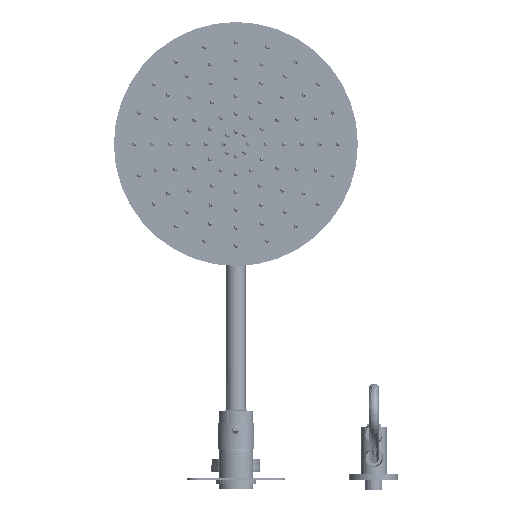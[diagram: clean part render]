
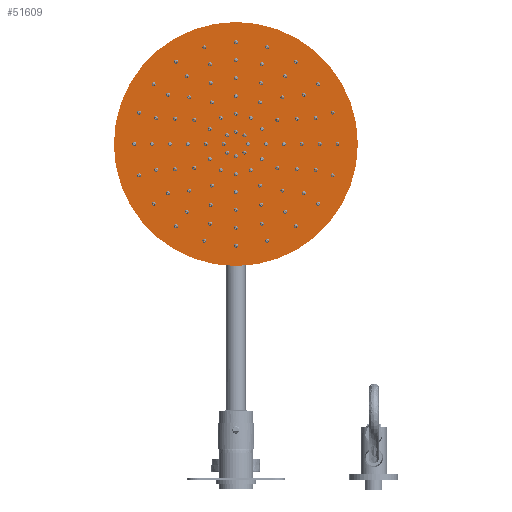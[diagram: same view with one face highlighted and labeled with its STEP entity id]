
A CAD part, front view. The second image highlights one B-rep face of the part: STEP entity #51609.
In plain terms, the highlighted planar face has unit normal (0, -1, 0).
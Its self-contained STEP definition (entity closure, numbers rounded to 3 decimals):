
#3290 = ORIENTED_EDGE ( 'NONE', *, *, #159769, .T. ) ;
#8427 = AXIS2_PLACEMENT_3D ( 'NONE', #35913, #74331, #125286 ) ;
#18811 = DIRECTION ( 'NONE',  ( 0., -1., 0. ) ) ;
#34367 = PLANE ( 'NONE',  #163606 ) ;
#35913 = CARTESIAN_POINT ( 'NONE',  ( 0., 718.467, 438.45 ) ) ;
#38004 = CARTESIAN_POINT ( 'NONE',  ( 0., 718.467, 588.45 ) ) ;
#51609 = ADVANCED_FACE ( 'NONE', ( #162163 ), #34367, .F. ) ;
#66525 = DIRECTION ( 'NONE',  ( 0., 0., 1. ) ) ;
#67225 = CIRCLE ( 'NONE', #8427, 150. ) ;
#73620 = CARTESIAN_POINT ( 'NONE',  ( 0., 718.467, 438.45 ) ) ;
#73744 = ORIENTED_EDGE ( 'NONE', *, *, #109245, .T. ) ;
#74331 = DIRECTION ( 'NONE',  ( 0., -1., 0. ) ) ;
#75248 = DIRECTION ( 'NONE',  ( 0., 1., 0. ) ) ;
#82507 = VERTEX_POINT ( 'NONE', #119810 ) ;
#91329 = EDGE_LOOP ( 'NONE', ( #73744, #3290 ) ) ;
#109245 = EDGE_CURVE ( 'NONE', #156299, #82507, #67225, .T. ) ;
#113665 = DIRECTION ( 'NONE',  ( 0., 0., -1. ) ) ;
#119810 = CARTESIAN_POINT ( 'NONE',  ( 0., 718.467, 288.45 ) ) ;
#119918 = CARTESIAN_POINT ( 'NONE',  ( 0., 718.467, 438.45 ) ) ;
#123785 = AXIS2_PLACEMENT_3D ( 'NONE', #119918, #18811, #66525 ) ;
#125286 = DIRECTION ( 'NONE',  ( 0., 0., 1. ) ) ;
#147796 = CIRCLE ( 'NONE', #123785, 150. ) ;
#156299 = VERTEX_POINT ( 'NONE', #38004 ) ;
#159769 = EDGE_CURVE ( 'NONE', #82507, #156299, #147796, .T. ) ;
#162163 = FACE_OUTER_BOUND ( 'NONE', #91329, .T. ) ;
#163606 = AXIS2_PLACEMENT_3D ( 'NONE', #73620, #75248, #113665 ) ;
